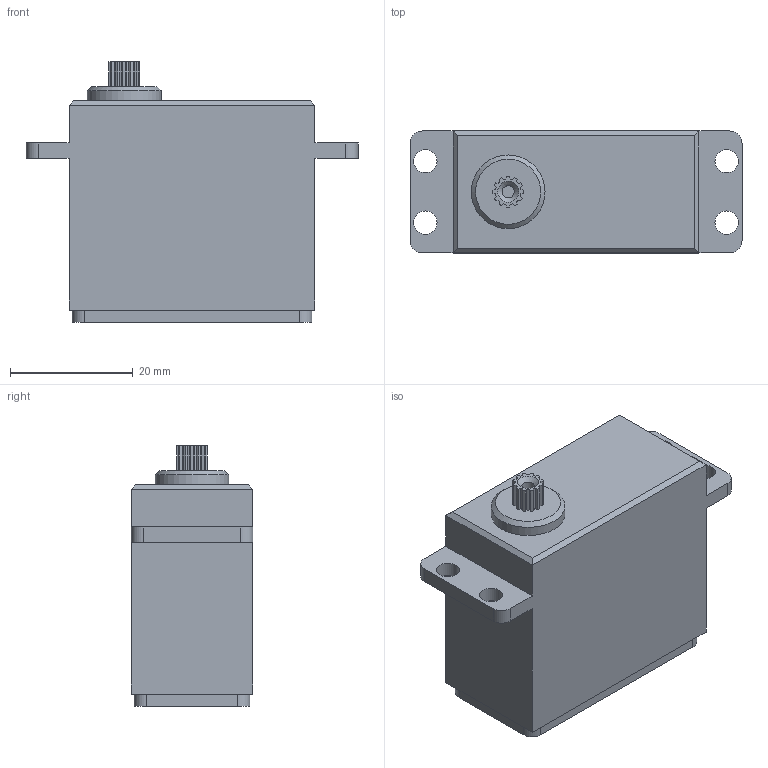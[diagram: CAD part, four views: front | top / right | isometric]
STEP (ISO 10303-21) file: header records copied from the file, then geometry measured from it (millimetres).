
FILE_DESCRIPTION(/* description */ (''),/* implementation_level */ '2;1');
FILE_NAME(/* name */ 'BIGSERVO.stp',/* time_stamp */ '2020-05-28T10:39:10-07:00',/* author */ ('izuwa'),/* organization */ (''),/* preprocessor_version */ 'ST-DEVELOPER v18.1',/* originating_system */ 'Autodesk Inventor 2021',/* authorisation */ '');
FILE_SCHEMA (('AUTOMOTIVE_DESIGN { 1 0 10303 214 3 1 1 }'));
Length unit declared in the file: millimetre
Products named in the file (1): BIGSERVO
Bounding box: 54 x 19.82 x 42.4 mm (x, y, z)
Volume: 29279.5 mm3; surface area: 6652.2 mm2
Topology: 1 solids, 1 shells, 90 faces, 246 edges, 162 vertices
Faces by surface type: plane 50, cylinder 38, cone 2
Full cylindrical faces by diameter (mm): 2 x1, 3.8 x4, 12 x1
Entity records: 2984 total; most frequent: DIRECTION 506, CARTESIAN_POINT 499, ORIENTED_EDGE 492, EDGE_CURVE 246, AXIS2_PLACEMENT_3D 169, LINE 168, VECTOR 168, VERTEX_POINT 162
